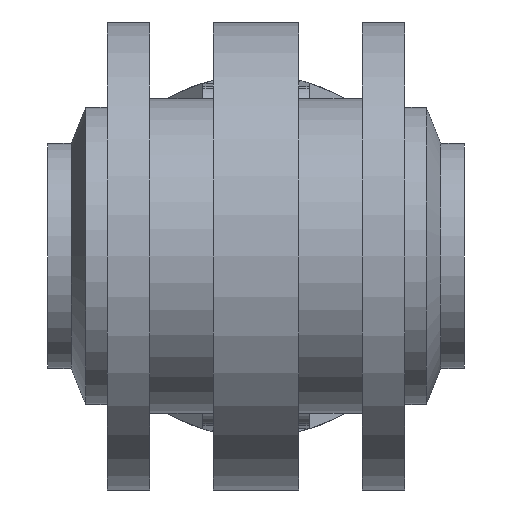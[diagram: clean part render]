
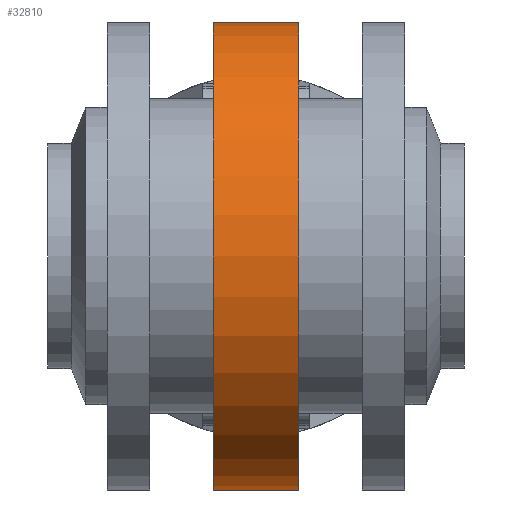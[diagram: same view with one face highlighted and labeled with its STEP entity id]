
A CAD part, front view. The second image highlights one B-rep face of the part: STEP entity #32810.
In plain terms, the highlighted cylindrical face has radius 55 mm (diameter 110 mm), a partial arc.
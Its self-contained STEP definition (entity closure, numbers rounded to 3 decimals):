
#3650=CARTESIAN_POINT('',(70.273,53.112,0.));
#3660=DIRECTION('',(1.,0.,0.));
#3670=DIRECTION('',(0.,1.,0.));
#3680=AXIS2_PLACEMENT_3D('',#3650,#3660,#3670);
#3690=CIRCLE('',#3680,55.);
#3700=CARTESIAN_POINT('',(70.273,108.112,0.));
#3710=VERTEX_POINT('',#3700);
#3740=CARTESIAN_POINT('',(70.273,-1.888,
0.));
#3750=VERTEX_POINT('',#3740);
#3760=EDGE_CURVE('',#3710,#3750,#3690,.T.);
#4400=CARTESIAN_POINT('',(75.273,53.112,0.));
#4410=DIRECTION('',(-1.,0.,0.));
#4420=DIRECTION('',(0.,1.,0.));
#4430=AXIS2_PLACEMENT_3D('',#4400,#4410,#4420);
#4440=CYLINDRICAL_SURFACE('',#4430,55.);
#4450=CARTESIAN_POINT('',(75.273,-1.888,
0.));
#4460=DIRECTION('',(-1.,0.,0.));
#4470=VECTOR('',#4460,1.);
#4480=LINE('',#4450,#4470);
#4490=CARTESIAN_POINT('',(90.273,-1.888,
0.));
#4500=VERTEX_POINT('',#4490);
#4510=EDGE_CURVE('',#4500,#3750,#4480,.T.);
#4530=CARTESIAN_POINT('',(90.273,53.112,0.));
#4540=DIRECTION('',(-1.,0.,0.));
#4550=DIRECTION('',(0.,1.,0.));
#4560=AXIS2_PLACEMENT_3D('',#4530,#4540,#4550);
#4570=CIRCLE('',#4560,55.);
#4840=CARTESIAN_POINT('',(90.273,108.112,0.));
#4850=VERTEX_POINT('',#4840);
#4880=CARTESIAN_POINT('',(75.273,108.112,0.));
#4890=DIRECTION('',(-1.,0.,0.));
#4900=VECTOR('',#4890,1.);
#4910=LINE('',#4880,#4900);
#4920=EDGE_CURVE('',#4850,#3710,#4910,.T.);
#10920=EDGE_CURVE('',#4500,#4850,#4570,.T.);
#32750=ORIENTED_EDGE('',*,*,#10920,.T.);
#32760=ORIENTED_EDGE('',*,*,#4510,.F.);
#32770=ORIENTED_EDGE('',*,*,#3760,.T.);
#32780=ORIENTED_EDGE('',*,*,#4920,.T.);
#32790=EDGE_LOOP('',(#32780,#32770,#32760,#32750));
#32800=FACE_OUTER_BOUND('',#32790,.T.);
#32810=ADVANCED_FACE('',(#32800),#4440,.T.);
